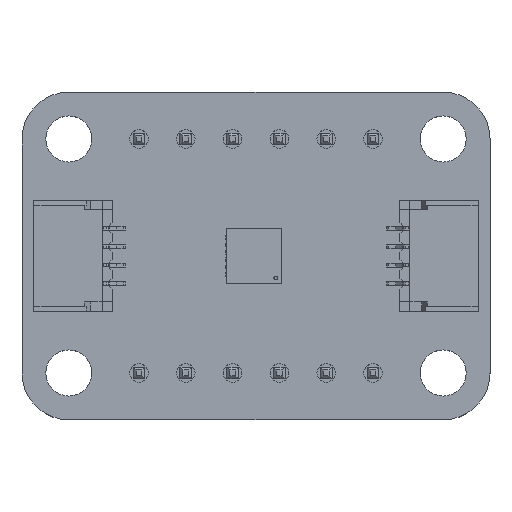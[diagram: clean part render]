
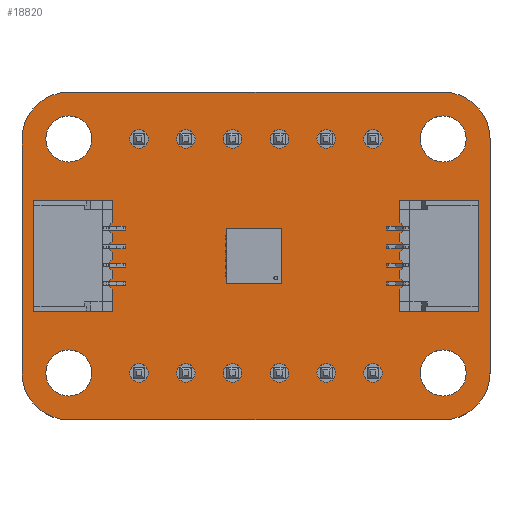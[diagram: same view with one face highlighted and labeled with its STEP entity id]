
A CAD part, top view. The second image highlights one B-rep face of the part: STEP entity #18820.
In plain terms, the highlighted planar face has unit normal (0, 0, 1).
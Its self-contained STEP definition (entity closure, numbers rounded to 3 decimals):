
#18495 = VERTEX_POINT('',#18496);
#18496 = CARTESIAN_POINT('',(158.661,-96.114,1.51));
#18502 = EDGE_CURVE('',#18495,#18503,#18505,.T.);
#18503 = VERTEX_POINT('',#18504);
#18504 = CARTESIAN_POINT('',(161.201,-98.654,1.51));
#18505 = CIRCLE('',#18506,2.54);
#18506 = AXIS2_PLACEMENT_3D('',#18507,#18508,#18509);
#18507 = CARTESIAN_POINT('',(158.661,-98.654,1.51));
#18508 = DIRECTION('',(0.,0.,-1.));
#18509 = DIRECTION('',(0.,1.,0.));
#18537 = VERTEX_POINT('',#18538);
#18538 = CARTESIAN_POINT('',(138.341,-96.114,1.51));
#18544 = EDGE_CURVE('',#18537,#18495,#18545,.T.);
#18545 = LINE('',#18546,#18547);
#18546 = CARTESIAN_POINT('',(138.341,-96.114,1.51));
#18547 = VECTOR('',#18548,1.);
#18548 = DIRECTION('',(1.,0.,0.));
#18566 = EDGE_CURVE('',#18503,#18567,#18569,.T.);
#18567 = VERTEX_POINT('',#18568);
#18568 = CARTESIAN_POINT('',(161.201,-111.354,1.51));
#18569 = LINE('',#18570,#18571);
#18570 = CARTESIAN_POINT('',(161.201,-98.654,1.51));
#18571 = VECTOR('',#18572,1.);
#18572 = DIRECTION('',(0.,-1.,0.));
#18820 = ADVANCED_FACE('',(#18821,#18867,#18878,#18889,#18900,#18911,
    #18922,#18933,#18944,#18955,#18966,#18977,#18988,#18999,#19010,
    #19021,#19032),#19043,.T.);
#18821 = FACE_BOUND('',#18822,.T.);
#18822 = EDGE_LOOP('',(#18823,#18824,#18825,#18834,#18842,#18851,#18859,
    #18866));
#18823 = ORIENTED_EDGE('',*,*,#18502,.F.);
#18824 = ORIENTED_EDGE('',*,*,#18544,.F.);
#18825 = ORIENTED_EDGE('',*,*,#18826,.F.);
#18826 = EDGE_CURVE('',#18827,#18537,#18829,.T.);
#18827 = VERTEX_POINT('',#18828);
#18828 = CARTESIAN_POINT('',(135.801,-98.654,1.51));
#18829 = CIRCLE('',#18830,2.54);
#18830 = AXIS2_PLACEMENT_3D('',#18831,#18832,#18833);
#18831 = CARTESIAN_POINT('',(138.341,-98.654,1.51));
#18832 = DIRECTION('',(0.,0.,-1.));
#18833 = DIRECTION('',(-1.,0.,0.));
#18834 = ORIENTED_EDGE('',*,*,#18835,.F.);
#18835 = EDGE_CURVE('',#18836,#18827,#18838,.T.);
#18836 = VERTEX_POINT('',#18837);
#18837 = CARTESIAN_POINT('',(135.801,-111.354,1.51));
#18838 = LINE('',#18839,#18840);
#18839 = CARTESIAN_POINT('',(135.801,-111.354,1.51));
#18840 = VECTOR('',#18841,1.);
#18841 = DIRECTION('',(0.,1.,0.));
#18842 = ORIENTED_EDGE('',*,*,#18843,.F.);
#18843 = EDGE_CURVE('',#18844,#18836,#18846,.T.);
#18844 = VERTEX_POINT('',#18845);
#18845 = CARTESIAN_POINT('',(138.341,-113.894,1.51));
#18846 = CIRCLE('',#18847,2.54);
#18847 = AXIS2_PLACEMENT_3D('',#18848,#18849,#18850);
#18848 = CARTESIAN_POINT('',(138.341,-111.354,1.51));
#18849 = DIRECTION('',(0.,0.,-1.));
#18850 = DIRECTION('',(0.,-1.,-0.));
#18851 = ORIENTED_EDGE('',*,*,#18852,.F.);
#18852 = EDGE_CURVE('',#18853,#18844,#18855,.T.);
#18853 = VERTEX_POINT('',#18854);
#18854 = CARTESIAN_POINT('',(158.661,-113.894,1.51));
#18855 = LINE('',#18856,#18857);
#18856 = CARTESIAN_POINT('',(158.661,-113.894,1.51));
#18857 = VECTOR('',#18858,1.);
#18858 = DIRECTION('',(-1.,0.,0.));
#18859 = ORIENTED_EDGE('',*,*,#18860,.F.);
#18860 = EDGE_CURVE('',#18567,#18853,#18861,.T.);
#18861 = CIRCLE('',#18862,2.54);
#18862 = AXIS2_PLACEMENT_3D('',#18863,#18864,#18865);
#18863 = CARTESIAN_POINT('',(158.661,-111.354,1.51));
#18864 = DIRECTION('',(0.,0.,-1.));
#18865 = DIRECTION('',(1.,0.,0.));
#18866 = ORIENTED_EDGE('',*,*,#18566,.F.);
#18867 = FACE_BOUND('',#18868,.T.);
#18868 = EDGE_LOOP('',(#18869));
#18869 = ORIENTED_EDGE('',*,*,#18870,.T.);
#18870 = EDGE_CURVE('',#18871,#18871,#18873,.T.);
#18871 = VERTEX_POINT('',#18872);
#18872 = CARTESIAN_POINT('',(138.341,-112.604,1.51));
#18873 = CIRCLE('',#18874,1.25);
#18874 = AXIS2_PLACEMENT_3D('',#18875,#18876,#18877);
#18875 = CARTESIAN_POINT('',(138.341,-111.354,1.51));
#18876 = DIRECTION('',(-0.,0.,-1.));
#18877 = DIRECTION('',(-0.,-1.,0.));
#18878 = FACE_BOUND('',#18879,.T.);
#18879 = EDGE_LOOP('',(#18880));
#18880 = ORIENTED_EDGE('',*,*,#18881,.T.);
#18881 = EDGE_CURVE('',#18882,#18882,#18884,.T.);
#18882 = VERTEX_POINT('',#18883);
#18883 = CARTESIAN_POINT('',(142.151,-111.854,1.51));
#18884 = CIRCLE('',#18885,0.5);
#18885 = AXIS2_PLACEMENT_3D('',#18886,#18887,#18888);
#18886 = CARTESIAN_POINT('',(142.151,-111.354,1.51));
#18887 = DIRECTION('',(-0.,0.,-1.));
#18888 = DIRECTION('',(-0.,-1.,0.));
#18889 = FACE_BOUND('',#18890,.T.);
#18890 = EDGE_LOOP('',(#18891));
#18891 = ORIENTED_EDGE('',*,*,#18892,.T.);
#18892 = EDGE_CURVE('',#18893,#18893,#18895,.T.);
#18893 = VERTEX_POINT('',#18894);
#18894 = CARTESIAN_POINT('',(144.691,-111.854,1.51));
#18895 = CIRCLE('',#18896,0.5);
#18896 = AXIS2_PLACEMENT_3D('',#18897,#18898,#18899);
#18897 = CARTESIAN_POINT('',(144.691,-111.354,1.51));
#18898 = DIRECTION('',(-0.,0.,-1.));
#18899 = DIRECTION('',(-0.,-1.,0.));
#18900 = FACE_BOUND('',#18901,.T.);
#18901 = EDGE_LOOP('',(#18902));
#18902 = ORIENTED_EDGE('',*,*,#18903,.T.);
#18903 = EDGE_CURVE('',#18904,#18904,#18906,.T.);
#18904 = VERTEX_POINT('',#18905);
#18905 = CARTESIAN_POINT('',(147.231,-111.854,1.51));
#18906 = CIRCLE('',#18907,0.5);
#18907 = AXIS2_PLACEMENT_3D('',#18908,#18909,#18910);
#18908 = CARTESIAN_POINT('',(147.231,-111.354,1.51));
#18909 = DIRECTION('',(-0.,0.,-1.));
#18910 = DIRECTION('',(-0.,-1.,0.));
#18911 = FACE_BOUND('',#18912,.T.);
#18912 = EDGE_LOOP('',(#18913));
#18913 = ORIENTED_EDGE('',*,*,#18914,.T.);
#18914 = EDGE_CURVE('',#18915,#18915,#18917,.T.);
#18915 = VERTEX_POINT('',#18916);
#18916 = CARTESIAN_POINT('',(149.771,-111.854,1.51));
#18917 = CIRCLE('',#18918,0.5);
#18918 = AXIS2_PLACEMENT_3D('',#18919,#18920,#18921);
#18919 = CARTESIAN_POINT('',(149.771,-111.354,1.51));
#18920 = DIRECTION('',(-0.,0.,-1.));
#18921 = DIRECTION('',(-0.,-1.,0.));
#18922 = FACE_BOUND('',#18923,.T.);
#18923 = EDGE_LOOP('',(#18924));
#18924 = ORIENTED_EDGE('',*,*,#18925,.T.);
#18925 = EDGE_CURVE('',#18926,#18926,#18928,.T.);
#18926 = VERTEX_POINT('',#18927);
#18927 = CARTESIAN_POINT('',(152.311,-111.854,1.51));
#18928 = CIRCLE('',#18929,0.5);
#18929 = AXIS2_PLACEMENT_3D('',#18930,#18931,#18932);
#18930 = CARTESIAN_POINT('',(152.311,-111.354,1.51));
#18931 = DIRECTION('',(-0.,0.,-1.));
#18932 = DIRECTION('',(-0.,-1.,0.));
#18933 = FACE_BOUND('',#18934,.T.);
#18934 = EDGE_LOOP('',(#18935));
#18935 = ORIENTED_EDGE('',*,*,#18936,.T.);
#18936 = EDGE_CURVE('',#18937,#18937,#18939,.T.);
#18937 = VERTEX_POINT('',#18938);
#18938 = CARTESIAN_POINT('',(154.851,-111.854,1.51));
#18939 = CIRCLE('',#18940,0.5);
#18940 = AXIS2_PLACEMENT_3D('',#18941,#18942,#18943);
#18941 = CARTESIAN_POINT('',(154.851,-111.354,1.51));
#18942 = DIRECTION('',(-0.,0.,-1.));
#18943 = DIRECTION('',(-0.,-1.,0.));
#18944 = FACE_BOUND('',#18945,.T.);
#18945 = EDGE_LOOP('',(#18946));
#18946 = ORIENTED_EDGE('',*,*,#18947,.T.);
#18947 = EDGE_CURVE('',#18948,#18948,#18950,.T.);
#18948 = VERTEX_POINT('',#18949);
#18949 = CARTESIAN_POINT('',(158.661,-112.604,1.51));
#18950 = CIRCLE('',#18951,1.25);
#18951 = AXIS2_PLACEMENT_3D('',#18952,#18953,#18954);
#18952 = CARTESIAN_POINT('',(158.661,-111.354,1.51));
#18953 = DIRECTION('',(-0.,0.,-1.));
#18954 = DIRECTION('',(-0.,-1.,0.));
#18955 = FACE_BOUND('',#18956,.T.);
#18956 = EDGE_LOOP('',(#18957));
#18957 = ORIENTED_EDGE('',*,*,#18958,.T.);
#18958 = EDGE_CURVE('',#18959,#18959,#18961,.T.);
#18959 = VERTEX_POINT('',#18960);
#18960 = CARTESIAN_POINT('',(138.341,-99.904,1.51));
#18961 = CIRCLE('',#18962,1.25);
#18962 = AXIS2_PLACEMENT_3D('',#18963,#18964,#18965);
#18963 = CARTESIAN_POINT('',(138.341,-98.654,1.51));
#18964 = DIRECTION('',(-0.,0.,-1.));
#18965 = DIRECTION('',(-0.,-1.,0.));
#18966 = FACE_BOUND('',#18967,.T.);
#18967 = EDGE_LOOP('',(#18968));
#18968 = ORIENTED_EDGE('',*,*,#18969,.T.);
#18969 = EDGE_CURVE('',#18970,#18970,#18972,.T.);
#18970 = VERTEX_POINT('',#18971);
#18971 = CARTESIAN_POINT('',(142.151,-99.154,1.51));
#18972 = CIRCLE('',#18973,0.5);
#18973 = AXIS2_PLACEMENT_3D('',#18974,#18975,#18976);
#18974 = CARTESIAN_POINT('',(142.151,-98.654,1.51));
#18975 = DIRECTION('',(-0.,0.,-1.));
#18976 = DIRECTION('',(-0.,-1.,0.));
#18977 = FACE_BOUND('',#18978,.T.);
#18978 = EDGE_LOOP('',(#18979));
#18979 = ORIENTED_EDGE('',*,*,#18980,.T.);
#18980 = EDGE_CURVE('',#18981,#18981,#18983,.T.);
#18981 = VERTEX_POINT('',#18982);
#18982 = CARTESIAN_POINT('',(144.691,-99.154,1.51));
#18983 = CIRCLE('',#18984,0.5);
#18984 = AXIS2_PLACEMENT_3D('',#18985,#18986,#18987);
#18985 = CARTESIAN_POINT('',(144.691,-98.654,1.51));
#18986 = DIRECTION('',(-0.,0.,-1.));
#18987 = DIRECTION('',(-0.,-1.,0.));
#18988 = FACE_BOUND('',#18989,.T.);
#18989 = EDGE_LOOP('',(#18990));
#18990 = ORIENTED_EDGE('',*,*,#18991,.T.);
#18991 = EDGE_CURVE('',#18992,#18992,#18994,.T.);
#18992 = VERTEX_POINT('',#18993);
#18993 = CARTESIAN_POINT('',(147.231,-99.154,1.51));
#18994 = CIRCLE('',#18995,0.5);
#18995 = AXIS2_PLACEMENT_3D('',#18996,#18997,#18998);
#18996 = CARTESIAN_POINT('',(147.231,-98.654,1.51));
#18997 = DIRECTION('',(-0.,0.,-1.));
#18998 = DIRECTION('',(-0.,-1.,0.));
#18999 = FACE_BOUND('',#19000,.T.);
#19000 = EDGE_LOOP('',(#19001));
#19001 = ORIENTED_EDGE('',*,*,#19002,.T.);
#19002 = EDGE_CURVE('',#19003,#19003,#19005,.T.);
#19003 = VERTEX_POINT('',#19004);
#19004 = CARTESIAN_POINT('',(149.771,-99.154,1.51));
#19005 = CIRCLE('',#19006,0.5);
#19006 = AXIS2_PLACEMENT_3D('',#19007,#19008,#19009);
#19007 = CARTESIAN_POINT('',(149.771,-98.654,1.51));
#19008 = DIRECTION('',(-0.,0.,-1.));
#19009 = DIRECTION('',(-0.,-1.,0.));
#19010 = FACE_BOUND('',#19011,.T.);
#19011 = EDGE_LOOP('',(#19012));
#19012 = ORIENTED_EDGE('',*,*,#19013,.T.);
#19013 = EDGE_CURVE('',#19014,#19014,#19016,.T.);
#19014 = VERTEX_POINT('',#19015);
#19015 = CARTESIAN_POINT('',(152.311,-99.154,1.51));
#19016 = CIRCLE('',#19017,0.5);
#19017 = AXIS2_PLACEMENT_3D('',#19018,#19019,#19020);
#19018 = CARTESIAN_POINT('',(152.311,-98.654,1.51));
#19019 = DIRECTION('',(-0.,0.,-1.));
#19020 = DIRECTION('',(-0.,-1.,0.));
#19021 = FACE_BOUND('',#19022,.T.);
#19022 = EDGE_LOOP('',(#19023));
#19023 = ORIENTED_EDGE('',*,*,#19024,.T.);
#19024 = EDGE_CURVE('',#19025,#19025,#19027,.T.);
#19025 = VERTEX_POINT('',#19026);
#19026 = CARTESIAN_POINT('',(154.851,-99.154,1.51));
#19027 = CIRCLE('',#19028,0.5);
#19028 = AXIS2_PLACEMENT_3D('',#19029,#19030,#19031);
#19029 = CARTESIAN_POINT('',(154.851,-98.654,1.51));
#19030 = DIRECTION('',(-0.,0.,-1.));
#19031 = DIRECTION('',(-0.,-1.,0.));
#19032 = FACE_BOUND('',#19033,.T.);
#19033 = EDGE_LOOP('',(#19034));
#19034 = ORIENTED_EDGE('',*,*,#19035,.T.);
#19035 = EDGE_CURVE('',#19036,#19036,#19038,.T.);
#19036 = VERTEX_POINT('',#19037);
#19037 = CARTESIAN_POINT('',(158.661,-99.904,1.51));
#19038 = CIRCLE('',#19039,1.25);
#19039 = AXIS2_PLACEMENT_3D('',#19040,#19041,#19042);
#19040 = CARTESIAN_POINT('',(158.661,-98.654,1.51));
#19041 = DIRECTION('',(-0.,0.,-1.));
#19042 = DIRECTION('',(-0.,-1.,0.));
#19043 = PLANE('',#19044);
#19044 = AXIS2_PLACEMENT_3D('',#19045,#19046,#19047);
#19045 = CARTESIAN_POINT('',(0.,0.,1.51));
#19046 = DIRECTION('',(0.,0.,1.));
#19047 = DIRECTION('',(1.,0.,-0.));
